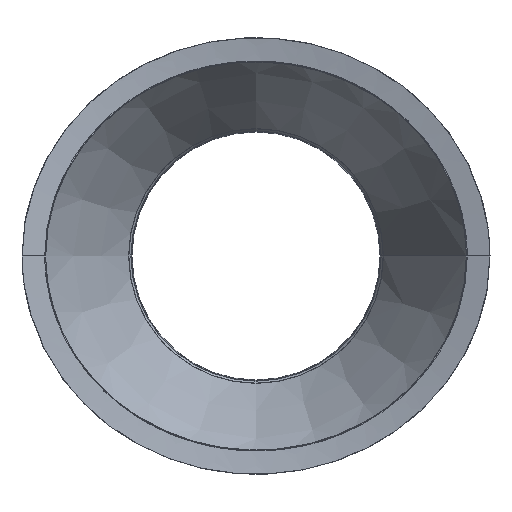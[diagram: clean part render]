
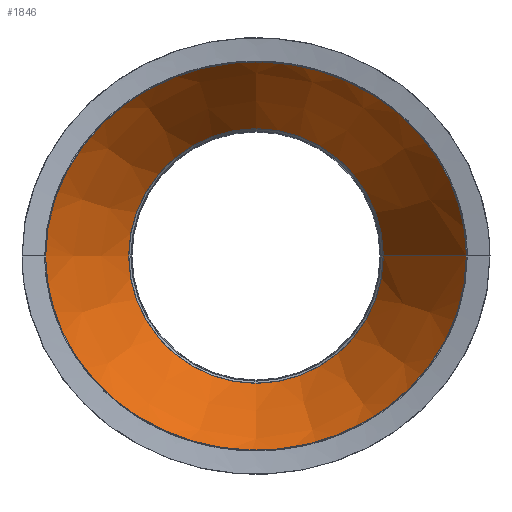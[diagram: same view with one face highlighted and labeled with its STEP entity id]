
A CAD part, front view. The second image highlights one B-rep face of the part: STEP entity #1846.
In plain terms, the highlighted conical face has half-angle 30 degrees and reference radius 78.634 mm.
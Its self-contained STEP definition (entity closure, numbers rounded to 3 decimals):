
#122=CARTESIAN_POINT('',(129.922,482.1,0.0));
#123=VERTEX_POINT('',#122);
#303=CARTESIAN_POINT('',(-129.922,482.1,0.0));
#304=VERTEX_POINT('',#303);
#305=CARTESIAN_POINT('',(-129.922,482.1,0.0));
#306=CARTESIAN_POINT('',(-129.922,482.1,-13.884));
#307=CARTESIAN_POINT('',(-127.286,482.839,-27.53));
#308=CARTESIAN_POINT('',(-117.206,485.413,-53.293));
#309=CARTESIAN_POINT('',(-109.874,487.206,-65.106));
#310=CARTESIAN_POINT('',(-90.148,491.317,-87.493));
#311=CARTESIAN_POINT('',(-77.249,493.628,-97.398));
#312=CARTESIAN_POINT('',(-48.044,497.379,-112.405));
#313=CARTESIAN_POINT('',(-31.826,498.751,-117.235));
#314=CARTESIAN_POINT('',(-2.894,499.637,-120.39));
#315=CARTESIAN_POINT('',(9.443,499.553,-120.102));
#316=CARTESIAN_POINT('',(39.156,498.254,-115.442));
#317=CARTESIAN_POINT('',(56.005,496.544,-109.342));
#318=CARTESIAN_POINT('',(85.44,492.262,-91.486));
#319=CARTESIAN_POINT('',(98.009,489.775,-80.128));
#320=CARTESIAN_POINT('',(116.184,485.709,-55.164));
#321=CARTESIAN_POINT('',(122.446,484.09,-42.328));
#322=CARTESIAN_POINT('',(128.641,482.455,-19.261));
#323=CARTESIAN_POINT('',(129.922,482.1,-9.673));
#324=CARTESIAN_POINT('',(129.922,482.1,0.));
#325=B_SPLINE_CURVE_WITH_KNOTS('',3,(#305,#306,#307,#308,#309,#310,#311,#312,#313,#314,#315,#316,#317,#318,#319,#320,#321,#322,#323,#324),.UNSPECIFIED.,.F.,.U.,(4,2,2,2,2,2,2,2,2,4),(0.0,4.165,8.335,13.196,18.227,21.9,27.226,32.289,36.571,39.474),.UNSPECIFIED.);
#326=EDGE_CURVE('',#304,#123,#325,.T.);
#514=CARTESIAN_POINT('',(129.922,482.1,0.002));
#515=VERTEX_POINT('',#514);
#516=CARTESIAN_POINT('',(129.922,482.1,0.002));
#517=CARTESIAN_POINT('',(129.922,482.1,13.886));
#518=CARTESIAN_POINT('',(127.285,482.839,27.532));
#519=CARTESIAN_POINT('',(117.205,485.414,53.295));
#520=CARTESIAN_POINT('',(109.873,487.207,65.108));
#521=CARTESIAN_POINT('',(90.147,491.317,87.494));
#522=CARTESIAN_POINT('',(77.247,493.629,97.4));
#523=CARTESIAN_POINT('',(48.041,497.379,112.406));
#524=CARTESIAN_POINT('',(31.823,498.752,117.236));
#525=CARTESIAN_POINT('',(2.891,499.637,120.39));
#526=CARTESIAN_POINT('',(-9.446,499.553,120.101));
#527=CARTESIAN_POINT('',(-39.159,498.254,115.441));
#528=CARTESIAN_POINT('',(-56.008,496.544,109.341));
#529=CARTESIAN_POINT('',(-85.443,492.261,91.484));
#530=CARTESIAN_POINT('',(-98.011,489.775,80.125));
#531=CARTESIAN_POINT('',(-116.185,485.709,55.161));
#532=CARTESIAN_POINT('',(-122.447,484.09,42.327));
#533=CARTESIAN_POINT('',(-128.642,482.455,19.261));
#534=CARTESIAN_POINT('',(-129.922,482.1,9.672));
#535=CARTESIAN_POINT('',(-129.922,482.1,0.0));
#536=B_SPLINE_CURVE_WITH_KNOTS('',3,(#516,#517,#518,#519,#520,#521,#522,#523,#524,#525,#526,#527,#528,#529,#530,#531,#532,#533,#534,#535),.UNSPECIFIED.,.F.,.U.,(4,2,2,2,2,2,2,2,2,4),(0.,4.165,8.335,13.196,18.227,21.9,27.226,32.289,36.571,39.474),.UNSPECIFIED.);
#537=EDGE_CURVE('',#515,#304,#536,.T.);
#1791=CARTESIAN_POINT('',(78.634,570.934,0.001));
#1792=VERTEX_POINT('',#1791);
#1793=CARTESIAN_POINT('',(78.634,570.934,0.001));
#1794=DIRECTION('',(0.5,-0.866,0.));
#1795=VECTOR('',#1794,102.576);
#1796=LINE('',#1793,#1795);
#1797=EDGE_CURVE('',#1792,#515,#1796,.T.);
#1821=CARTESIAN_POINT('',(0.0,570.934,0.0));
#1822=DIRECTION('',(0.0,-1.0,0.0));
#1823=DIRECTION('',(1.,0.0,0.));
#1824=AXIS2_PLACEMENT_3D('',#1821,#1822,#1823);
#1825=CONICAL_SURFACE('',#1824,78.634,30.);
#1826=ORIENTED_EDGE('',*,*,#326,.T.);
#1827=CARTESIAN_POINT('',(78.634,570.934,0.0));
#1828=VERTEX_POINT('',#1827);
#1829=CARTESIAN_POINT('',(78.634,570.934,0.0));
#1830=DIRECTION('',(0.5,-0.866,0.0));
#1831=VECTOR('',#1830,102.576);
#1832=LINE('',#1829,#1831);
#1833=EDGE_CURVE('',#1828,#123,#1832,.T.);
#1834=ORIENTED_EDGE('',*,*,#1833,.F.);
#1835=CARTESIAN_POINT('',(0.0,570.934,0.0));
#1836=DIRECTION('',(0.0,1.0,0.0));
#1837=DIRECTION('',(1.0,0.0,0.0));
#1838=AXIS2_PLACEMENT_3D('',#1835,#1836,#1837);
#1839=CIRCLE('',#1838,78.634);
#1840=EDGE_CURVE('',#1828,#1792,#1839,.T.);
#1841=ORIENTED_EDGE('',*,*,#1840,.T.);
#1842=ORIENTED_EDGE('',*,*,#1797,.T.);
#1843=ORIENTED_EDGE('',*,*,#537,.T.);
#1844=EDGE_LOOP('',(#1826,#1834,#1841,#1842,#1843));
#1845=FACE_OUTER_BOUND('',#1844,.T.);
#1846=ADVANCED_FACE('',(#1845),#1825,.F.);
